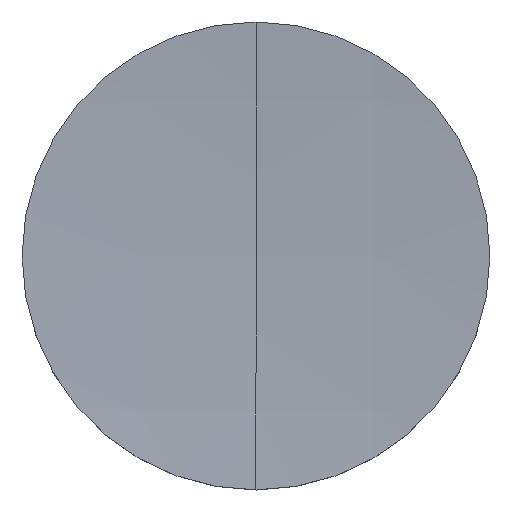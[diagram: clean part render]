
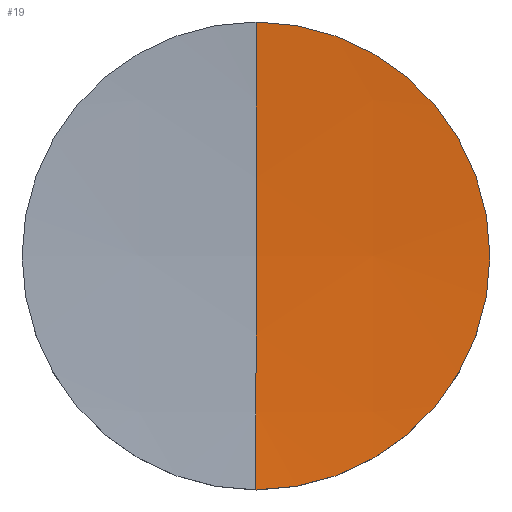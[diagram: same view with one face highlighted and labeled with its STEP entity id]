
A CAD part, top view. The second image highlights one B-rep face of the part: STEP entity #19.
In plain terms, the highlighted spherical face has radius 181.59 mm.
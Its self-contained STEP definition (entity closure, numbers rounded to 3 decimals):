
#1 = VERTEX_POINT ( 'NONE', #21 ) ;
#2 = EDGE_CURVE ( 'NONE', #3, #11, #26, .T. ) ;
#3 = VERTEX_POINT ( 'NONE', #41 ) ;
#4 = ORIENTED_EDGE ( 'NONE', *, *, #5, .T. ) ;
#5 = EDGE_CURVE ( 'NONE', #1, #3, #62, .T. ) ;
#7 = ORIENTED_EDGE ( 'NONE', *, *, #8, .F. ) ;
#8 = EDGE_CURVE ( 'NONE', #1, #11, #53, .T. ) ;
#11 = VERTEX_POINT ( 'NONE', #39 ) ;
#18 = EDGE_LOOP ( 'NONE', ( #7, #4, #150 ) ) ;
#19 = ADVANCED_FACE ( 'NONE', ( #63 ), #64, .F. ) ;
#21 = CARTESIAN_POINT ( 'NONE',  ( 0., 0., 2. ) ) ;
#26 = CIRCLE ( 'NONE', #29, 12.7 ) ;
#27 = DIRECTION ( 'NONE',  ( 0., 0., 1. ) ) ;
#28 = CARTESIAN_POINT ( 'NONE',  ( 0., 0., 2.445 ) ) ;
#29 = AXIS2_PLACEMENT_3D ( 'NONE', #28, #27, #32 ) ;
#32 = DIRECTION ( 'NONE',  ( 0., -1., 0. ) ) ;
#36 = CARTESIAN_POINT ( 'NONE',  ( 0., 0., 183.59 ) ) ;
#39 = CARTESIAN_POINT ( 'NONE',  ( 0., 12.7, 2.445 ) ) ;
#40 = AXIS2_PLACEMENT_3D ( 'NONE', #36, #61, #55 ) ;
#41 = CARTESIAN_POINT ( 'NONE',  ( 0., -12.7, 2.445 ) ) ;
#53 = CIRCLE ( 'NONE', #60, 181.59 ) ;
#55 = DIRECTION ( 'NONE',  ( 0., -1., 0. ) ) ;
#57 = DIRECTION ( 'NONE',  ( 0., 0., -1. ) ) ;
#58 = DIRECTION ( 'NONE',  ( 1., 0., 0. ) ) ;
#59 = CARTESIAN_POINT ( 'NONE',  ( 0., 0., 183.59 ) ) ;
#60 = AXIS2_PLACEMENT_3D ( 'NONE', #59, #58, #57 ) ;
#61 = DIRECTION ( 'NONE',  ( -1., 0., 0. ) ) ;
#62 = CIRCLE ( 'NONE', #40, 181.59 ) ;
#63 = FACE_OUTER_BOUND ( 'NONE', #18, .T. ) ;
#64 = SPHERICAL_SURFACE ( 'NONE', #66, 181.59 ) ;
#66 = AXIS2_PLACEMENT_3D ( 'NONE', #91, #90, #89 ) ;
#89 = DIRECTION ( 'NONE',  ( 0., 1., 0. ) ) ;
#90 = DIRECTION ( 'NONE',  ( -1., 0., 0. ) ) ;
#91 = CARTESIAN_POINT ( 'NONE',  ( 0., 0., 183.59 ) ) ;
#150 = ORIENTED_EDGE ( 'NONE', *, *, #2, .T. ) ;
